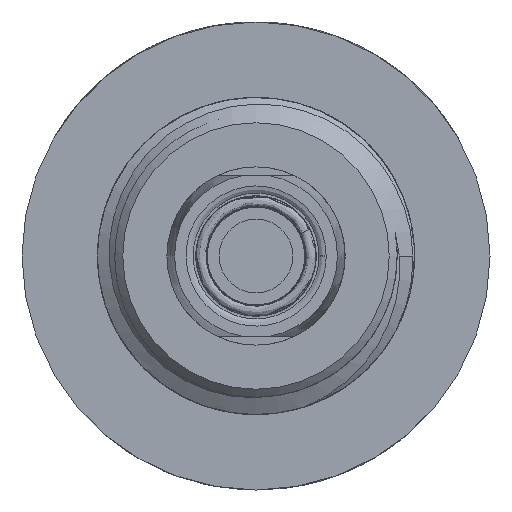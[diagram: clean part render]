
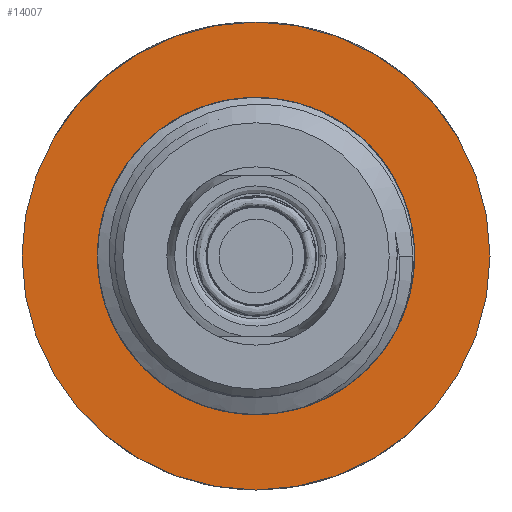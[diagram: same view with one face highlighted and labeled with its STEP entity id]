
A CAD part, front view. The second image highlights one B-rep face of the part: STEP entity #14007.
In plain terms, the highlighted planar face has unit normal (0, -1, 0).
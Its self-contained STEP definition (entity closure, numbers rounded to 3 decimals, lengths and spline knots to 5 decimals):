
#105=FACE_BOUND('',#2877,.T.);
#406=PLANE('',#14874);
#808=CIRCLE('',#14869,0.2146);
#809=CIRCLE('',#14870,0.2146);
#810=CIRCLE('',#14872,0.365);
#811=CIRCLE('',#14873,0.365);
#2005=FACE_OUTER_BOUND('',#2876,.T.);
#2876=EDGE_LOOP('',(#13067,#13068));
#2877=EDGE_LOOP('',(#13069,#13070));
#6847=VERTEX_POINT('',#36996);
#6848=VERTEX_POINT('',#36998);
#6849=VERTEX_POINT('',#37002);
#6850=VERTEX_POINT('',#37003);
#8921=EDGE_CURVE('',#6848,#6847,#808,.T.);
#8922=EDGE_CURVE('',#6847,#6848,#809,.T.);
#8923=EDGE_CURVE('',#6849,#6850,#810,.T.);
#8924=EDGE_CURVE('',#6850,#6849,#811,.T.);
#13067=ORIENTED_EDGE('',*,*,#8923,.T.);
#13068=ORIENTED_EDGE('',*,*,#8924,.T.);
#13069=ORIENTED_EDGE('',*,*,#8921,.T.);
#13070=ORIENTED_EDGE('',*,*,#8922,.T.);
#14007=ADVANCED_FACE('',(#2005,#105),#406,.T.);
#14869=AXIS2_PLACEMENT_3D('',#36999,#17467,#17468);
#14870=AXIS2_PLACEMENT_3D('',#37000,#17469,#17470);
#14872=AXIS2_PLACEMENT_3D('',#37004,#17473,#17474);
#14873=AXIS2_PLACEMENT_3D('',#37005,#17475,#17476);
#14874=AXIS2_PLACEMENT_3D('',#37007,#17478,#17479);
#17467=DIRECTION('center_axis',(0.,1.,0.));
#17468=DIRECTION('ref_axis',(1.,0.,0.));
#17469=DIRECTION('center_axis',(0.,1.,0.));
#17470=DIRECTION('ref_axis',(1.,0.,0.));
#17473=DIRECTION('center_axis',(0.,-1.,0.));
#17474=DIRECTION('ref_axis',(1.,0.,0.));
#17475=DIRECTION('center_axis',(0.,-1.,0.));
#17476=DIRECTION('ref_axis',(1.,0.,0.));
#17478=DIRECTION('center_axis',(0.,-1.,0.));
#17479=DIRECTION('ref_axis',(0.,0.,-1.));
#36996=CARTESIAN_POINT('',(-0.2146,0.62,0.));
#36998=CARTESIAN_POINT('',(0.2146,0.62,0.));
#36999=CARTESIAN_POINT('Origin',(0.,0.62,0.));
#37000=CARTESIAN_POINT('Origin',(0.,0.62,0.));
#37002=CARTESIAN_POINT('',(0.365,0.62,0.));
#37003=CARTESIAN_POINT('',(-0.365,0.62,0.));
#37004=CARTESIAN_POINT('Origin',(0.,0.62,0.));
#37005=CARTESIAN_POINT('Origin',(0.,0.62,0.));
#37007=CARTESIAN_POINT('Origin',(0.,0.62,0.));
